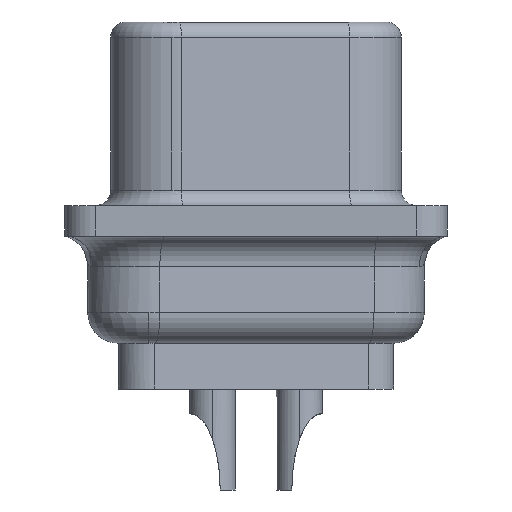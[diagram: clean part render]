
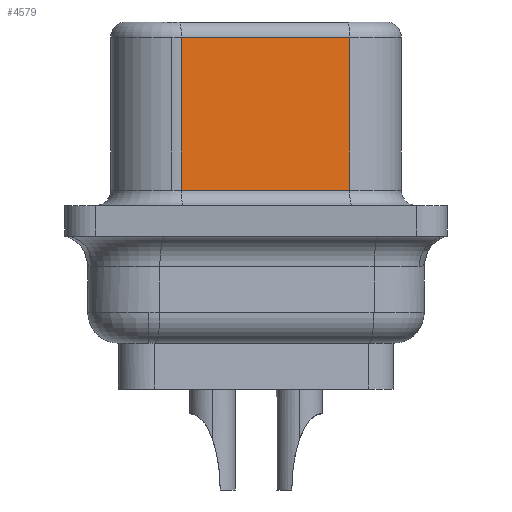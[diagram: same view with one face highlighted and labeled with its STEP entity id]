
A CAD part, left-side view. The second image highlights one B-rep face of the part: STEP entity #4579.
In plain terms, the highlighted planar face has unit normal (-0.988, -0.156, 0).
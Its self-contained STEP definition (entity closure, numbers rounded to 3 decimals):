
#220 = DIRECTION ( 'NONE',  ( 0.988, 0.156, 0. ) ) ;
#402 = CARTESIAN_POINT ( 'NONE',  ( -8.267, -3.062, 6.5 ) ) ;
#601 = VERTEX_POINT ( 'NONE', #1524 ) ;
#655 = CARTESIAN_POINT ( 'NONE',  ( -9.135, 2.438, 1. ) ) ;
#1056 = LINE ( 'NONE', #402, #2214 ) ;
#1406 = EDGE_CURVE ( 'NONE', #4765, #4917, #4688, .T. ) ;
#1524 = CARTESIAN_POINT ( 'NONE',  ( -9.135, 2.438, 6. ) ) ;
#1570 = EDGE_CURVE ( 'NONE', #601, #4765, #2736, .T. ) ;
#1583 = DIRECTION ( 'NONE',  ( -0.156, 0.988, 0. ) ) ;
#1943 = CARTESIAN_POINT ( 'NONE',  ( -8.267, -3.062, 1. ) ) ;
#2205 = VECTOR ( 'NONE', #3618, 1000. ) ;
#2214 = VECTOR ( 'NONE', #5352, 1000. ) ;
#2736 = LINE ( 'NONE', #5319, #3741 ) ;
#3080 = ORIENTED_EDGE ( 'NONE', *, *, #1570, .T. ) ;
#3615 = LINE ( 'NONE', #4562, #3758 ) ;
#3618 = DIRECTION ( 'NONE',  ( 0.156, -0.988, 0. ) ) ;
#3673 = DIRECTION ( 'NONE',  ( -0.156, 0.988, 0. ) ) ;
#3741 = VECTOR ( 'NONE', #5820, 1000. ) ;
#3758 = VECTOR ( 'NONE', #1583, 1000. ) ;
#3767 = EDGE_CURVE ( 'NONE', #3787, #4917, #1056, .T. ) ;
#3787 = VERTEX_POINT ( 'NONE', #5848 ) ;
#3924 = ORIENTED_EDGE ( 'NONE', *, *, #1406, .T. ) ;
#4145 = PLANE ( 'NONE',  #4899 ) ;
#4562 = CARTESIAN_POINT ( 'NONE',  ( -9.135, 2.438, 6. ) ) ;
#4579 = ADVANCED_FACE ( 'NONE', ( #4752 ), #4145, .F. ) ;
#4688 = LINE ( 'NONE', #655, #2205 ) ;
#4752 = FACE_OUTER_BOUND ( 'NONE', #5387, .T. ) ;
#4763 = CARTESIAN_POINT ( 'NONE',  ( -9.135, 2.438, 1. ) ) ;
#4765 = VERTEX_POINT ( 'NONE', #4763 ) ;
#4899 = AXIS2_PLACEMENT_3D ( 'NONE', #5644, #220, #3673 ) ;
#4917 = VERTEX_POINT ( 'NONE', #1943 ) ;
#5319 = CARTESIAN_POINT ( 'NONE',  ( -9.135, 2.438, 6.5 ) ) ;
#5352 = DIRECTION ( 'NONE',  ( 0., 0., -1. ) ) ;
#5387 = EDGE_LOOP ( 'NONE', ( #5860, #6141, #3080, #3924 ) ) ;
#5644 = CARTESIAN_POINT ( 'NONE',  ( -9.135, 2.438, 6.5 ) ) ;
#5649 = EDGE_CURVE ( 'NONE', #3787, #601, #3615, .T. ) ;
#5820 = DIRECTION ( 'NONE',  ( 0., 0., -1. ) ) ;
#5848 = CARTESIAN_POINT ( 'NONE',  ( -8.267, -3.062, 6. ) ) ;
#5860 = ORIENTED_EDGE ( 'NONE', *, *, #3767, .F. ) ;
#6141 = ORIENTED_EDGE ( 'NONE', *, *, #5649, .T. ) ;
